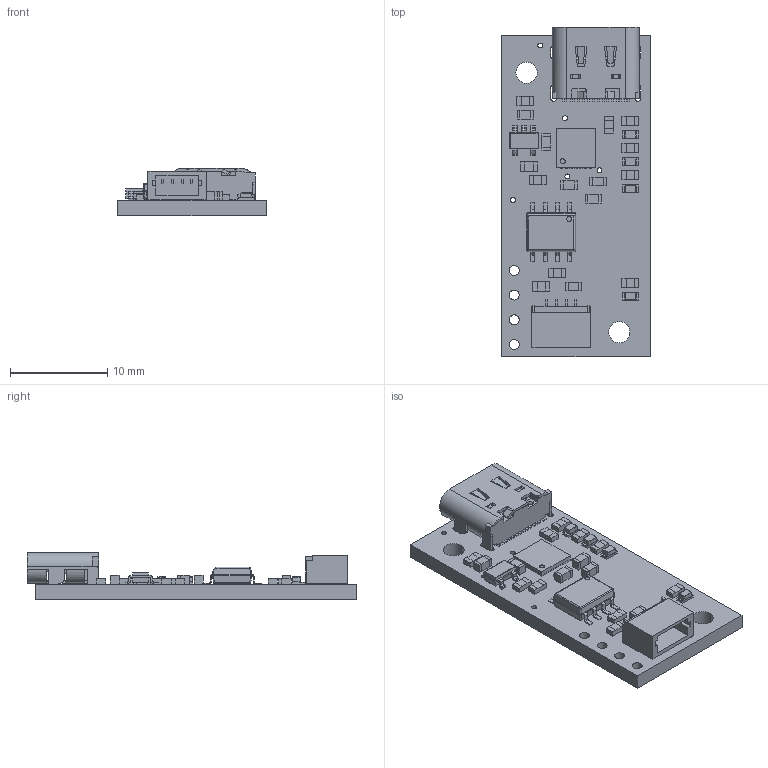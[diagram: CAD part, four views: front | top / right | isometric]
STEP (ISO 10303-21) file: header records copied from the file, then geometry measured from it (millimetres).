
FILE_DESCRIPTION (( 'STEP AP214' ), '1' );
FILE_NAME ('pololu-isolated-usb-to-i2c-adapter.step', '2025-04-01T17:45:29', ( '' ), ( '' ), 'SwSTEP 2.0', 'SolidWorks 2025', '' );
FILE_SCHEMA (( 'AUTOMOTIVE_DESIGN' ));
Length unit declared in the file: millimetre
Products named in the file (1): pololu-isolated-usb-to-i2c-adapter
Bounding box: 15.24 x 33.89 x 4.83 mm (x, y, z)
Volume: 999.5 mm3; surface area: 1957.2 mm2
Topology: 1 solids, 1 shells, 1519 faces, 4057 edges, 2592 vertices
Faces by surface type: plane 1045, cylinder 241, bspline 211, cone 12, sphere 10
Entity records: 71650 total; most frequent: CARTESIAN_POINT 18734, ORIENTED_EDGE 8114, DIRECTION 6507, EDGE_CURVE 4057, VECTOR 3065, LINE 3065, VERTEX_POINT 2592, AXIS2_PLACEMENT_3D 1721
